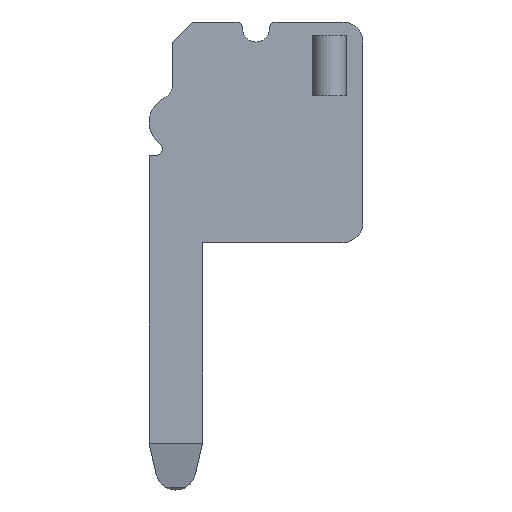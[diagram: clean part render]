
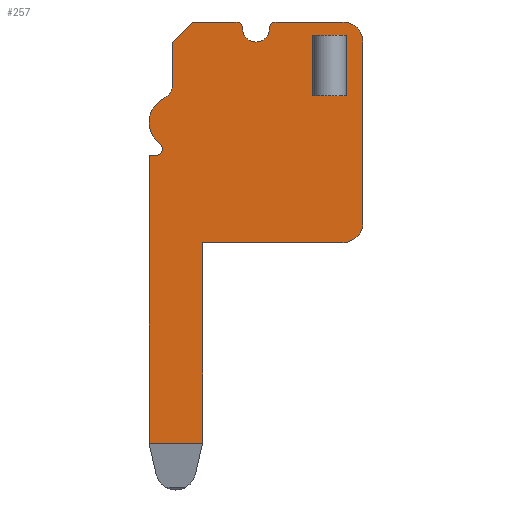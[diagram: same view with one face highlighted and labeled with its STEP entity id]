
A CAD part, front view. The second image highlights one B-rep face of the part: STEP entity #257.
In plain terms, the highlighted planar face has unit normal (0, -1, 0).
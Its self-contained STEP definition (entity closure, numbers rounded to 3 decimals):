
#24 = VERTEX_POINT('',#25);
#25 = CARTESIAN_POINT('',(-0.3,-0.2,2.));
#31 = EDGE_CURVE('',#24,#32,#34,.T.);
#32 = VERTEX_POINT('',#33);
#33 = CARTESIAN_POINT('',(-0.4,-0.2,2.));
#34 = LINE('',#35,#36);
#35 = CARTESIAN_POINT('',(-0.3,-0.2,2.));
#36 = VECTOR('',#37,1.);
#37 = DIRECTION('',(-1.,-0.,0.));
#62 = EDGE_CURVE('',#24,#63,#65,.T.);
#63 = VERTEX_POINT('',#64);
#64 = CARTESIAN_POINT('',(-0.24,-0.2,2.18));
#65 = CIRCLE('',#66,0.1);
#66 = AXIS2_PLACEMENT_3D('',#67,#68,#69);
#67 = CARTESIAN_POINT('',(-0.3,-0.2,2.1));
#68 = DIRECTION('',(0.,-1.,0.));
#69 = DIRECTION('',(1.,0.,0.));
#95 = EDGE_CURVE('',#32,#96,#98,.T.);
#96 = VERTEX_POINT('',#97);
#97 = CARTESIAN_POINT('',(-0.4,-0.2,-2.3));
#98 = LINE('',#99,#100);
#99 = CARTESIAN_POINT('',(-0.4,-0.2,2.));
#100 = VECTOR('',#101,1.);
#101 = DIRECTION('',(0.,0.,-1.));
#257 = ADVANCED_FACE('',(#258,#388),#422,.F.);
#258 = FACE_BOUND('',#259,.F.);
#259 = EDGE_LOOP('',(#260,#261,#262,#271,#280,#288,#296,#304,#313,#322,
    #331,#339,#348,#356,#365,#373,#381,#387));
#260 = ORIENTED_EDGE('',*,*,#31,.F.);
#261 = ORIENTED_EDGE('',*,*,#62,.T.);
#262 = ORIENTED_EDGE('',*,*,#263,.F.);
#263 = EDGE_CURVE('',#264,#63,#266,.T.);
#264 = VERTEX_POINT('',#265);
#265 = CARTESIAN_POINT('',(-0.167,-0.2,2.864));
#266 = CIRCLE('',#267,0.4);
#267 = AXIS2_PLACEMENT_3D('',#268,#269,#270);
#268 = CARTESIAN_POINT('',(0.,-0.2,2.5));
#269 = DIRECTION('',(0.,-1.,0.));
#270 = DIRECTION('',(1.,0.,0.));
#271 = ORIENTED_EDGE('',*,*,#272,.T.);
#272 = EDGE_CURVE('',#264,#273,#275,.T.);
#273 = VERTEX_POINT('',#274);
#274 = CARTESIAN_POINT('',(-0.05,-0.2,3.045));
#275 = CIRCLE('',#276,0.2);
#276 = AXIS2_PLACEMENT_3D('',#277,#278,#279);
#277 = CARTESIAN_POINT('',(-0.25,-0.2,3.045));
#278 = DIRECTION('',(0.,-1.,0.));
#279 = DIRECTION('',(1.,0.,0.));
#280 = ORIENTED_EDGE('',*,*,#281,.F.);
#281 = EDGE_CURVE('',#282,#273,#284,.T.);
#282 = VERTEX_POINT('',#283);
#283 = CARTESIAN_POINT('',(-0.05,-0.2,3.7));
#284 = LINE('',#285,#286);
#285 = CARTESIAN_POINT('',(-0.05,-0.2,3.7));
#286 = VECTOR('',#287,1.);
#287 = DIRECTION('',(0.,0.,-1.));
#288 = ORIENTED_EDGE('',*,*,#289,.F.);
#289 = EDGE_CURVE('',#290,#282,#292,.T.);
#290 = VERTEX_POINT('',#291);
#291 = CARTESIAN_POINT('',(0.25,-0.2,4.));
#292 = LINE('',#293,#294);
#293 = CARTESIAN_POINT('',(0.25,-0.2,4.));
#294 = VECTOR('',#295,1.);
#295 = DIRECTION('',(-0.707,0.,-0.707)
  );
#296 = ORIENTED_EDGE('',*,*,#297,.F.);
#297 = EDGE_CURVE('',#298,#290,#300,.T.);
#298 = VERTEX_POINT('',#299);
#299 = CARTESIAN_POINT('',(0.9,-0.2,4.));
#300 = LINE('',#301,#302);
#301 = CARTESIAN_POINT('',(0.9,-0.2,4.));
#302 = VECTOR('',#303,1.);
#303 = DIRECTION('',(-1.,-0.,0.));
#304 = ORIENTED_EDGE('',*,*,#305,.F.);
#305 = EDGE_CURVE('',#306,#298,#308,.T.);
#306 = VERTEX_POINT('',#307);
#307 = CARTESIAN_POINT('',(1.,-0.2,3.9));
#308 = CIRCLE('',#309,0.1);
#309 = AXIS2_PLACEMENT_3D('',#310,#311,#312);
#310 = CARTESIAN_POINT('',(0.9,-0.2,3.9));
#311 = DIRECTION('',(0.,-1.,0.));
#312 = DIRECTION('',(1.,0.,0.));
#313 = ORIENTED_EDGE('',*,*,#314,.T.);
#314 = EDGE_CURVE('',#306,#315,#317,.T.);
#315 = VERTEX_POINT('',#316);
#316 = CARTESIAN_POINT('',(1.4,-0.2,3.9));
#317 = CIRCLE('',#318,0.2);
#318 = AXIS2_PLACEMENT_3D('',#319,#320,#321);
#319 = CARTESIAN_POINT('',(1.2,-0.2,3.9));
#320 = DIRECTION('',(0.,-1.,0.));
#321 = DIRECTION('',(1.,0.,0.));
#322 = ORIENTED_EDGE('',*,*,#323,.F.);
#323 = EDGE_CURVE('',#324,#315,#326,.T.);
#324 = VERTEX_POINT('',#325);
#325 = CARTESIAN_POINT('',(1.5,-0.2,4.));
#326 = CIRCLE('',#327,0.1);
#327 = AXIS2_PLACEMENT_3D('',#328,#329,#330);
#328 = CARTESIAN_POINT('',(1.5,-0.2,3.9));
#329 = DIRECTION('',(0.,-1.,0.));
#330 = DIRECTION('',(1.,0.,0.));
#331 = ORIENTED_EDGE('',*,*,#332,.F.);
#332 = EDGE_CURVE('',#333,#324,#335,.T.);
#333 = VERTEX_POINT('',#334);
#334 = CARTESIAN_POINT('',(2.5,-0.2,4.));
#335 = LINE('',#336,#337);
#336 = CARTESIAN_POINT('',(2.5,-0.2,4.));
#337 = VECTOR('',#338,1.);
#338 = DIRECTION('',(-1.,-0.,0.));
#339 = ORIENTED_EDGE('',*,*,#340,.F.);
#340 = EDGE_CURVE('',#341,#333,#343,.T.);
#341 = VERTEX_POINT('',#342);
#342 = CARTESIAN_POINT('',(2.8,-0.2,3.7));
#343 = CIRCLE('',#344,0.3);
#344 = AXIS2_PLACEMENT_3D('',#345,#346,#347);
#345 = CARTESIAN_POINT('',(2.5,-0.2,3.7));
#346 = DIRECTION('',(0.,-1.,0.));
#347 = DIRECTION('',(1.,0.,0.));
#348 = ORIENTED_EDGE('',*,*,#349,.F.);
#349 = EDGE_CURVE('',#350,#341,#352,.T.);
#350 = VERTEX_POINT('',#351);
#351 = CARTESIAN_POINT('',(2.8,-0.2,1.));
#352 = LINE('',#353,#354);
#353 = CARTESIAN_POINT('',(2.8,-0.2,1.));
#354 = VECTOR('',#355,1.);
#355 = DIRECTION('',(0.,0.,1.));
#356 = ORIENTED_EDGE('',*,*,#357,.F.);
#357 = EDGE_CURVE('',#358,#350,#360,.T.);
#358 = VERTEX_POINT('',#359);
#359 = CARTESIAN_POINT('',(2.5,-0.2,0.7));
#360 = CIRCLE('',#361,0.3);
#361 = AXIS2_PLACEMENT_3D('',#362,#363,#364);
#362 = CARTESIAN_POINT('',(2.5,-0.2,1.));
#363 = DIRECTION('',(0.,-1.,0.));
#364 = DIRECTION('',(1.,0.,0.));
#365 = ORIENTED_EDGE('',*,*,#366,.F.);
#366 = EDGE_CURVE('',#367,#358,#369,.T.);
#367 = VERTEX_POINT('',#368);
#368 = CARTESIAN_POINT('',(0.4,-0.2,0.7));
#369 = LINE('',#370,#371);
#370 = CARTESIAN_POINT('',(0.4,-0.2,0.7));
#371 = VECTOR('',#372,1.);
#372 = DIRECTION('',(1.,0.,0.));
#373 = ORIENTED_EDGE('',*,*,#374,.F.);
#374 = EDGE_CURVE('',#375,#367,#377,.T.);
#375 = VERTEX_POINT('',#376);
#376 = CARTESIAN_POINT('',(0.4,-0.2,-2.3));
#377 = LINE('',#378,#379);
#378 = CARTESIAN_POINT('',(0.4,-0.2,-2.3));
#379 = VECTOR('',#380,1.);
#380 = DIRECTION('',(0.,0.,1.));
#381 = ORIENTED_EDGE('',*,*,#382,.T.);
#382 = EDGE_CURVE('',#375,#96,#383,.T.);
#383 = LINE('',#384,#385);
#384 = CARTESIAN_POINT('',(-0.103,-0.2,-2.3));
#385 = VECTOR('',#386,1.);
#386 = DIRECTION('',(-1.,0.,0.));
#387 = ORIENTED_EDGE('',*,*,#95,.F.);
#388 = FACE_BOUND('',#389,.F.);
#389 = EDGE_LOOP('',(#390,#400,#408,#416));
#390 = ORIENTED_EDGE('',*,*,#391,.F.);
#391 = EDGE_CURVE('',#392,#394,#396,.T.);
#392 = VERTEX_POINT('',#393);
#393 = CARTESIAN_POINT('',(2.05,-0.2,2.9));
#394 = VERTEX_POINT('',#395);
#395 = CARTESIAN_POINT('',(2.05,-0.2,3.8));
#396 = LINE('',#397,#398);
#397 = CARTESIAN_POINT('',(2.05,-0.2,2.9));
#398 = VECTOR('',#399,1.);
#399 = DIRECTION('',(0.,0.,1.));
#400 = ORIENTED_EDGE('',*,*,#401,.T.);
#401 = EDGE_CURVE('',#392,#402,#404,.T.);
#402 = VERTEX_POINT('',#403);
#403 = CARTESIAN_POINT('',(2.55,-0.2,2.9));
#404 = LINE('',#405,#406);
#405 = CARTESIAN_POINT('',(2.05,-0.2,2.9));
#406 = VECTOR('',#407,1.);
#407 = DIRECTION('',(1.,0.,0.));
#408 = ORIENTED_EDGE('',*,*,#409,.T.);
#409 = EDGE_CURVE('',#402,#410,#412,.T.);
#410 = VERTEX_POINT('',#411);
#411 = CARTESIAN_POINT('',(2.55,-0.2,3.8));
#412 = LINE('',#413,#414);
#413 = CARTESIAN_POINT('',(2.55,-0.2,2.9));
#414 = VECTOR('',#415,1.);
#415 = DIRECTION('',(0.,0.,1.));
#416 = ORIENTED_EDGE('',*,*,#417,.F.);
#417 = EDGE_CURVE('',#394,#410,#418,.T.);
#418 = LINE('',#419,#420);
#419 = CARTESIAN_POINT('',(2.05,-0.2,3.8));
#420 = VECTOR('',#421,1.);
#421 = DIRECTION('',(1.,0.,0.));
#422 = PLANE('',#423);
#423 = AXIS2_PLACEMENT_3D('',#424,#425,#426);
#424 = CARTESIAN_POINT('',(0.793,-0.2,0.992));
#425 = DIRECTION('',(0.,1.,0.));
#426 = DIRECTION('',(0.,0.,1.));
